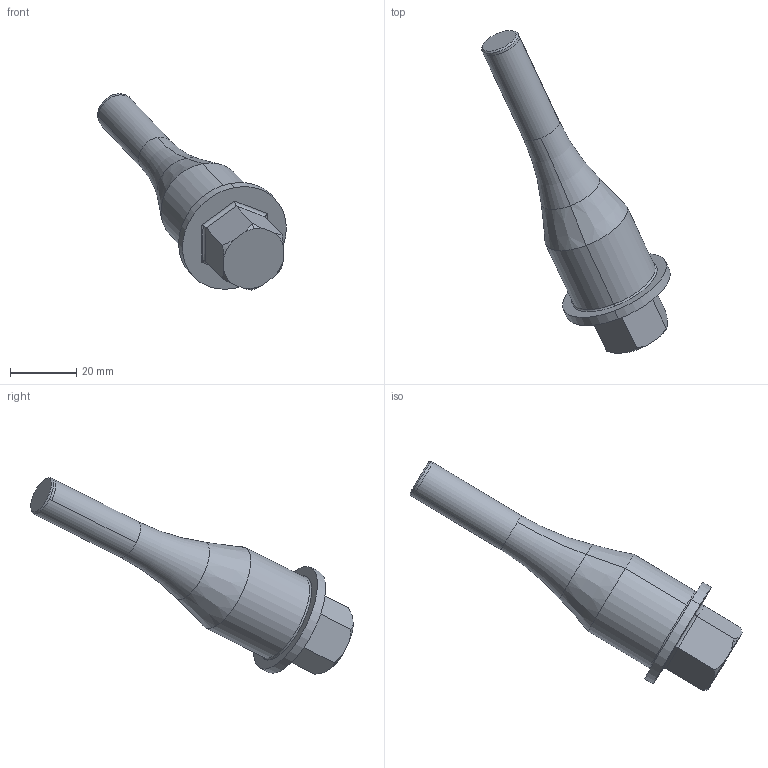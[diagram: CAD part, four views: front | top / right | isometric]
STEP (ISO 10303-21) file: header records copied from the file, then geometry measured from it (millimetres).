
FILE_DESCRIPTION (( 'STEP AP203' ), '1' );
FILE_NAME ('axe-2.STEP', '2021-07-23T12:18:00', ( '' ), ( '' ), 'SwSTEP 2.0', 'SolidWorks 2018', '' );
FILE_SCHEMA (( 'CONFIG_CONTROL_DESIGN' ));
Length unit declared in the file: millimetre
Products named in the file (1): axe-2
Bounding box: 56.9 x 97.33 x 59.23 mm (x, y, z)
Volume: 32901.5 mm3; surface area: 7689.4 mm2
Topology: 1 solids, 1 shells, 40 faces, 94 edges, 58 vertices
Faces by surface type: cylinder 15, cone 11, plane 10, torus 4
Entity records: 1252 total; most frequent: CARTESIAN_POINT 278, DIRECTION 189, ORIENTED_EDGE 188, EDGE_CURVE 94, AXIS2_PLACEMENT_3D 75, VERTEX_POINT 58, EDGE_LOOP 42, FACE_OUTER_BOUND 40
